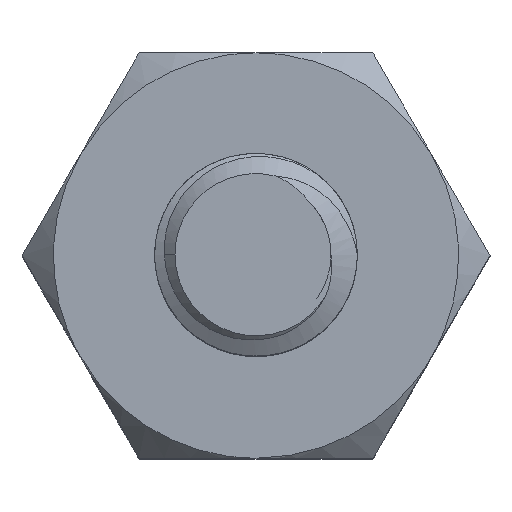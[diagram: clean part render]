
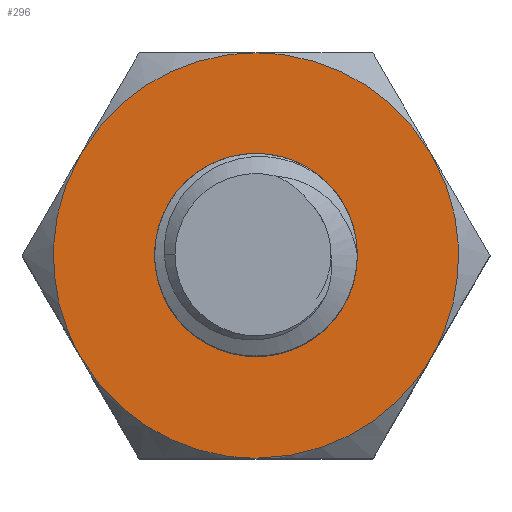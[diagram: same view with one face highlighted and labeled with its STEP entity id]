
A CAD part, top view. The second image highlights one B-rep face of the part: STEP entity #296.
In plain terms, the highlighted planar face has unit normal (0, 0, 1).
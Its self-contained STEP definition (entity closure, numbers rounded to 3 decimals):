
#11=FACE_BOUND('',#503,.T.);
#14=(
BOUNDED_CURVE()
B_SPLINE_CURVE(2,(#6665,#6666,#6667),.UNSPECIFIED.,.F.,.F.)
B_SPLINE_CURVE_WITH_KNOTS((3,3),(0.,2.094),.UNSPECIFIED.)
CURVE()
GEOMETRIC_REPRESENTATION_ITEM()
RATIONAL_B_SPLINE_CURVE((1.,0.866,1.))
REPRESENTATION_ITEM('')
);
#15=(
BOUNDED_CURVE()
B_SPLINE_CURVE(2,(#6682,#6683,#6684,#6685,#6686,#6687,#6688,#6689,#6690),
 .UNSPECIFIED.,.T.,.F.)
B_SPLINE_CURVE_WITH_KNOTS((3,2,2,2,3),(-5.341,-4.006,
-2.67,-1.335,0.),.UNSPECIFIED.)
CURVE()
GEOMETRIC_REPRESENTATION_ITEM()
RATIONAL_B_SPLINE_CURVE((1.,0.707,1.,0.707,1.,0.707,
1.,0.707,1.))
REPRESENTATION_ITEM('')
);
#25=(
BOUNDED_CURVE()
B_SPLINE_CURVE(2,(#6778,#6779,#6780),.UNSPECIFIED.,.F.,.F.)
B_SPLINE_CURVE_WITH_KNOTS((3,3),(-2.094,0.),.UNSPECIFIED.)
CURVE()
GEOMETRIC_REPRESENTATION_ITEM()
RATIONAL_B_SPLINE_CURVE((1.,0.866,1.))
REPRESENTATION_ITEM('')
);
#26=(
BOUNDED_CURVE()
B_SPLINE_CURVE(2,(#6795,#6796,#6797),.UNSPECIFIED.,.F.,.F.)
B_SPLINE_CURVE_WITH_KNOTS((3,3),(0.,2.094),.UNSPECIFIED.)
CURVE()
GEOMETRIC_REPRESENTATION_ITEM()
RATIONAL_B_SPLINE_CURVE((1.,0.866,1.))
REPRESENTATION_ITEM('')
);
#27=(
BOUNDED_CURVE()
B_SPLINE_CURVE(2,(#6812,#6813,#6814),.UNSPECIFIED.,.F.,.F.)
B_SPLINE_CURVE_WITH_KNOTS((3,3),(-2.094,0.),.UNSPECIFIED.)
CURVE()
GEOMETRIC_REPRESENTATION_ITEM()
RATIONAL_B_SPLINE_CURVE((1.,0.866,1.))
REPRESENTATION_ITEM('')
);
#28=(
BOUNDED_CURVE()
B_SPLINE_CURVE(2,(#6827,#6828,#6829),.UNSPECIFIED.,.F.,.F.)
B_SPLINE_CURVE_WITH_KNOTS((3,3),(-2.094,0.),.UNSPECIFIED.)
CURVE()
GEOMETRIC_REPRESENTATION_ITEM()
RATIONAL_B_SPLINE_CURVE((1.,0.866,1.))
REPRESENTATION_ITEM('')
);
#29=(
BOUNDED_CURVE()
B_SPLINE_CURVE(2,(#6844,#6845,#6846),.UNSPECIFIED.,.F.,.F.)
B_SPLINE_CURVE_WITH_KNOTS((3,3),(-2.094,0.),.UNSPECIFIED.)
CURVE()
GEOMETRIC_REPRESENTATION_ITEM()
RATIONAL_B_SPLINE_CURVE((1.,0.866,1.))
REPRESENTATION_ITEM('')
);
#296=ADVANCED_FACE('',(#399,#11),#1845,.T.);
#399=FACE_OUTER_BOUND('',#502,.T.);
#502=EDGE_LOOP('',(#632,#633,#634,#635,#636,#637));
#503=EDGE_LOOP('',(#638));
#632=ORIENTED_EDGE('',*,*,#1228,.T.);
#633=ORIENTED_EDGE('',*,*,#1231,.T.);
#634=ORIENTED_EDGE('',*,*,#1201,.F.);
#635=ORIENTED_EDGE('',*,*,#1219,.T.);
#636=ORIENTED_EDGE('',*,*,#1222,.F.);
#637=ORIENTED_EDGE('',*,*,#1225,.T.);
#638=ORIENTED_EDGE('',*,*,#1204,.T.);
#1201=EDGE_CURVE('',#1653,#1651,#14,.T.);
#1204=EDGE_CURVE('',#1655,#1655,#15,.T.);
#1219=EDGE_CURVE('',#1653,#1661,#25,.T.);
#1222=EDGE_CURVE('',#1660,#1661,#26,.T.);
#1225=EDGE_CURVE('',#1660,#1663,#27,.T.);
#1228=EDGE_CURVE('',#1663,#1662,#28,.T.);
#1231=EDGE_CURVE('',#1662,#1651,#29,.T.);
#1651=VERTEX_POINT('',#6472);
#1653=VERTEX_POINT('',#6474);
#1655=VERTEX_POINT('',#6476);
#1660=VERTEX_POINT('',#6481);
#1661=VERTEX_POINT('',#6482);
#1662=VERTEX_POINT('',#6483);
#1663=VERTEX_POINT('',#6484);
#1845=PLANE('',#1876);
#1876=AXIS2_PLACEMENT_3D('',#2220,#1890,$);
#1890=DIRECTION('',(0.,0.,1.));
#2220=CARTESIAN_POINT('',(-2.783,-2.412,5.));
#6472=CARTESIAN_POINT('',(1.732,-1.,5.));
#6474=CARTESIAN_POINT('',(1.732,1.,5.));
#6476=CARTESIAN_POINT('',(0.85,0.,5.));
#6481=CARTESIAN_POINT('',(-1.732,1.,5.));
#6482=CARTESIAN_POINT('',(0.,2.,5.));
#6483=CARTESIAN_POINT('',(0.,-2.,5.));
#6484=CARTESIAN_POINT('',(-1.732,-1.,5.));
#6665=CARTESIAN_POINT('',(1.732,1.,5.));
#6666=CARTESIAN_POINT('',(2.309,0.,5.));
#6667=CARTESIAN_POINT('',(1.732,-1.,5.));
#6682=CARTESIAN_POINT('',(0.85,0.,5.));
#6683=CARTESIAN_POINT('',(0.85,-0.85,5.));
#6684=CARTESIAN_POINT('',(0.,-0.85,5.));
#6685=CARTESIAN_POINT('',(-0.85,-0.85,5.));
#6686=CARTESIAN_POINT('',(-0.85,0.,5.));
#6687=CARTESIAN_POINT('',(-0.85,0.85,5.));
#6688=CARTESIAN_POINT('',(0.,0.85,5.));
#6689=CARTESIAN_POINT('',(0.85,0.85,5.));
#6690=CARTESIAN_POINT('',(0.85,0.,5.));
#6778=CARTESIAN_POINT('',(1.732,1.,5.));
#6779=CARTESIAN_POINT('',(1.155,2.,5.));
#6780=CARTESIAN_POINT('',(0.,2.,5.));
#6795=CARTESIAN_POINT('',(-1.732,1.,5.));
#6796=CARTESIAN_POINT('',(-1.155,2.,5.));
#6797=CARTESIAN_POINT('',(0.,2.,5.));
#6812=CARTESIAN_POINT('',(-1.732,1.,5.));
#6813=CARTESIAN_POINT('',(-2.309,0.,5.));
#6814=CARTESIAN_POINT('',(-1.732,-1.,5.));
#6827=CARTESIAN_POINT('',(-1.732,-1.,5.));
#6828=CARTESIAN_POINT('',(-1.155,-2.,5.));
#6829=CARTESIAN_POINT('',(0.,-2.,5.));
#6844=CARTESIAN_POINT('',(0.,-2.,5.));
#6845=CARTESIAN_POINT('',(1.155,-2.,5.));
#6846=CARTESIAN_POINT('',(1.732,-1.,5.));
